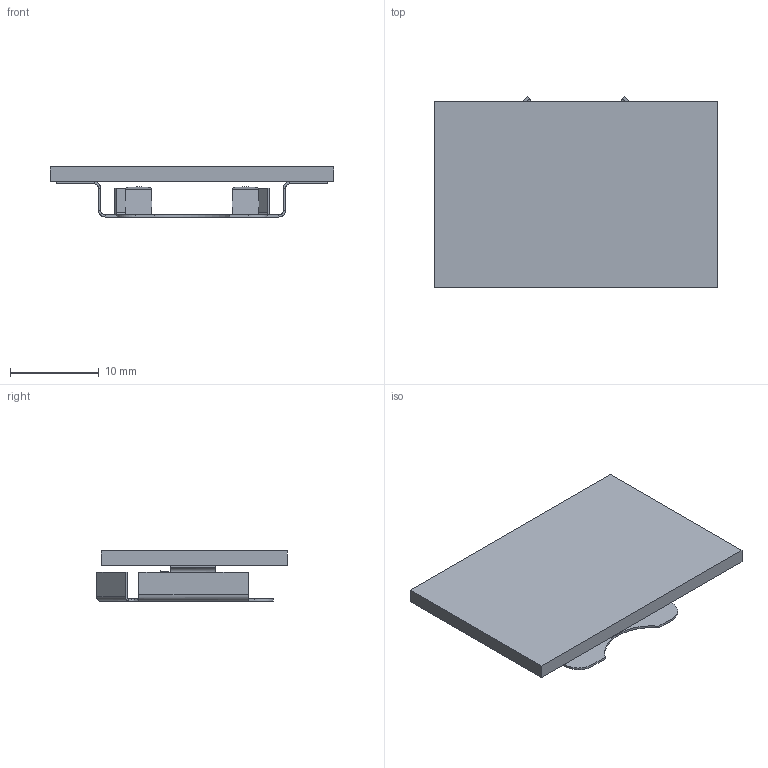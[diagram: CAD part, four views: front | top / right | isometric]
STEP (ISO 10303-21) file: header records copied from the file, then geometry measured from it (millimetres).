
FILE_DESCRIPTION(('KiCad electronic assembly'),'2;1');
FILE_NAME('GettingToBlink5.0.step','2022-09-04T17:26:25',('Pcbnew'),( 'Kicad'),'Open CASCADE STEP processor 7.6','KiCad to STEP converter' ,'Unknown');
FILE_SCHEMA(('AUTOMOTIVE_DESIGN { 1 0 10303 214 1 1 1 1 }'));
Length unit declared in the file: millimetre
Products named in the file (4): GettingToBlink5.0 1; s8211-46r; SOLID; GettingToBlink5.0 PCB
Assembly tree (3 placements, depth 3):
  GettingToBlink5.0 1
    s8211-46r
      SOLID
    GettingToBlink5.0 PCB
Bounding box: 32 x 21.49 x 5.65 mm (x, y, z)
Volume: 1185.9 mm3; surface area: 2469.7 mm2
Topology: 2 solids, 2 shells, 171 faces, 412 edges, 248 vertices
Faces by surface type: bspline 165, plane 6
Entity records: 9338 total; most frequent: CARTESIAN_POINT 3842, B_SPLINE_CURVE_WITH_KNOTS 1056, ORIENTED_EDGE 824, PCURVE 824, DEFINITIONAL_REPRESENTATION 824, EDGE_CURVE 412, SURFACE_CURVE 412, VERTEX_POINT 248
